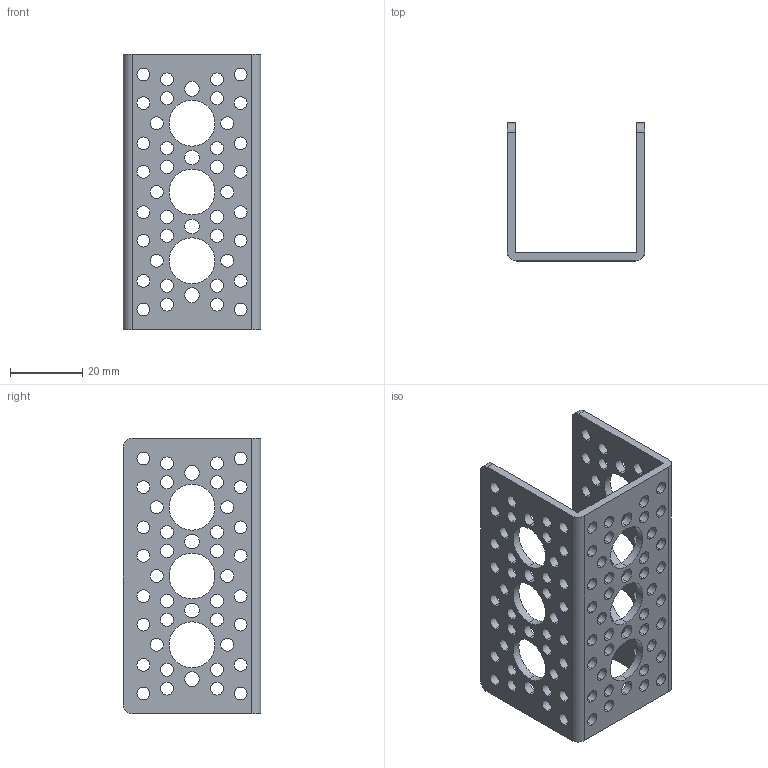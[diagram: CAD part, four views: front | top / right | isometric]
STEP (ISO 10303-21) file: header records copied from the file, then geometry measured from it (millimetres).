
FILE_DESCRIPTION (( 'STEP AP203' ), '1' );
FILE_NAME ('585442.STEP', '2014-07-14T21:22:08', ( 'Kyle' ), ( 'Microsoft' ), 'SwSTEP 2.0', 'SolidWorks 2014', '' );
FILE_SCHEMA (( 'CONFIG_CONTROL_DESIGN' ));
Length unit declared in the file: inch
Products named in the file (1): 585442
Bounding box: 38.1 x 38.1 x 76.2 mm (x, y, z)
Volume: 13329.5 mm3; surface area: 16599 mm2
Topology: 1 solids, 1 shells, 286 faces, 852 edges, 568 vertices
Faces by surface type: cylinder 276, plane 10
Entity records: 10567 total; most frequent: DIRECTION 1978, CARTESIAN_POINT 1707, ORIENTED_EDGE 1704, EDGE_CURVE 852, AXIS2_PLACEMENT_3D 839, VERTEX_POINT 568, EDGE_LOOP 556, CIRCLE 552
